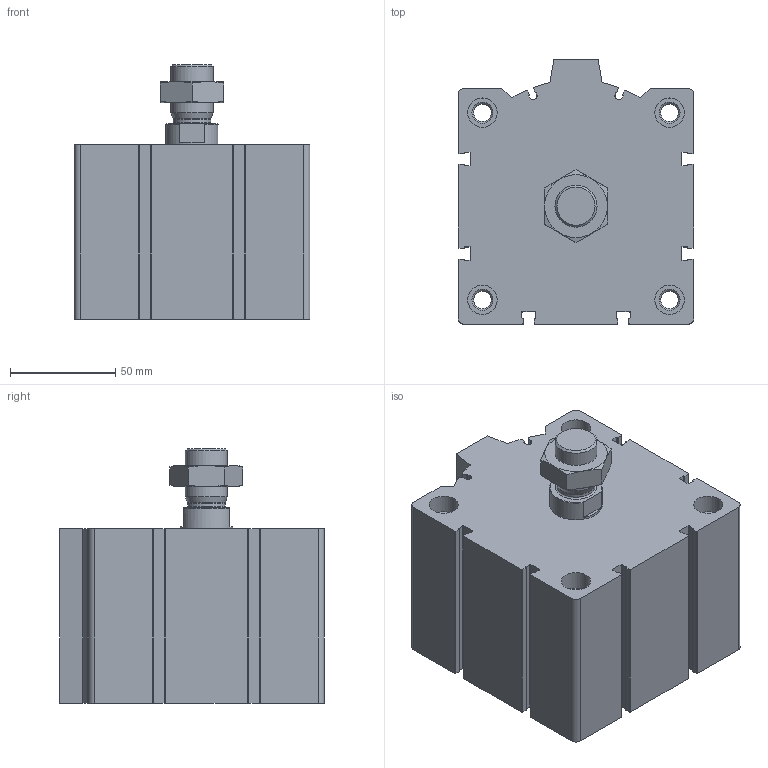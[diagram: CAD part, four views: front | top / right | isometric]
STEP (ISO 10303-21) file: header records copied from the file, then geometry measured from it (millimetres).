
FILE_DESCRIPTION(/* description */ ('STEP AP214'),/* implementation_level */ '2;1');
FILE_NAME(/* name */ '188329_AEVC-100-25-A-P-A',/* time_stamp */ '2024-08-02T18:58:15+02:00',/* author */ ('License CC BY-ND 4.0'),/* organization */ ('CADENAS'),/* preprocessor_version */ 'ST-DEVELOPER v19.3',/* originating_system */ 'PARTsolutions',/* authorisation */ ' ');
FILE_SCHEMA (('AUTOMOTIVE_DESIGN {1 0 10303 214 3 1 1}'));
Length unit declared in the file: millimetre
Products named in the file (4): 188329 AEVC-100-25-A-P-A---(asm_0); 188329 AEVC-100-25-A-P-A---(ZR); 188329 AEVC-100-25-A-P-A---(KS); DIN-439-B - M20x1.5(F)
Assembly tree (3 placements, depth 2):
  188329 AEVC-100-25-A-P-A---(asm_0)
    188329 AEVC-100-25-A-P-A---(ZR)
    188329 AEVC-100-25-A-P-A---(KS)
    DIN-439-B - M20x1.5(F)
Bounding box: 112.2 x 125.9 x 121 mm (x, y, z)
Volume: 853775.8 mm3; surface area: 145340.4 mm2
Topology: 3 solids, 3 shells, 222 faces, 580 edges, 386 vertices
Faces by surface type: plane 104, cylinder 99, cone 17, torus 2
Full cylindrical faces by diameter (mm): 4.5 x1, 8.376 x8, 8.5 x4, 11.445 x1, 14 x8, 17.9 x1, 18.376 x1, 20 x1, 25 x2, 100 x2
Entity records: 6654 total; most frequent: DIRECTION 1172, CARTESIAN_POINT 1172, ORIENTED_EDGE 1034, EDGE_CURVE 517, AXIS2_PLACEMENT_3D 445, VERTEX_POINT 369, EDGE_LOOP 300, FACE_BOUND 300
